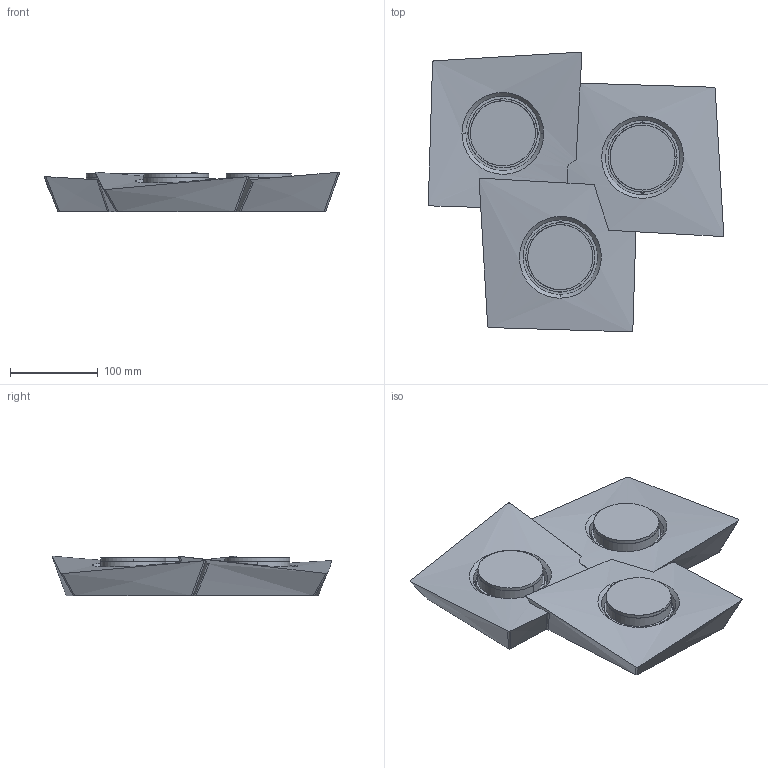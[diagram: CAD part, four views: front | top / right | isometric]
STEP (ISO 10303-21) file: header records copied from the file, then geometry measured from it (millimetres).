
FILE_DESCRIPTION(/* description */ (''),/* implementation_level */ '2;1');
FILE_NAME(/* name */ 'T373',/* time_stamp */ '2020-10-01T13:06:07+02:00',/* author */ (''),/* organization */ (''),/* preprocessor_version */ 'ST-DEVELOPER v16.5',/* originating_system */ '',/* authorisation */ '');
FILE_SCHEMA (('AUTOMOTIVE_DESIGN'));
Length unit declared in the file: millimetre
Products named in the file (1): Document
Bounding box: 336.24 x 318.3 x 44.88 mm (x, y, z)
Volume: 306756.7 mm3; surface area: 346766.8 mm2
Topology: 27 solids, 37 shells, 610 faces, 1446 edges, 957 vertices
Faces by surface type: bspline 401, plane 209
Entity records: 20469 total; most frequent: CARTESIAN_POINT 11528, ORIENTED_EDGE 2872, EDGE_CURVE 1446, VERTEX_POINT 957, EDGE_LOOP 770, ADVANCED_FACE 610, FACE_OUTER_BOUND 610, B_SPLINE_CURVE_WITH_KNOTS 449
